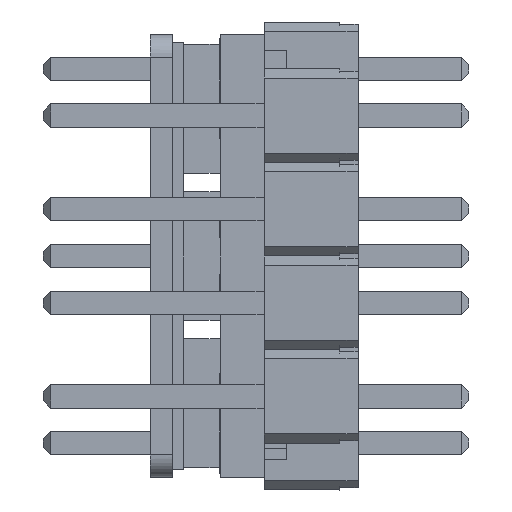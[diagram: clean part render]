
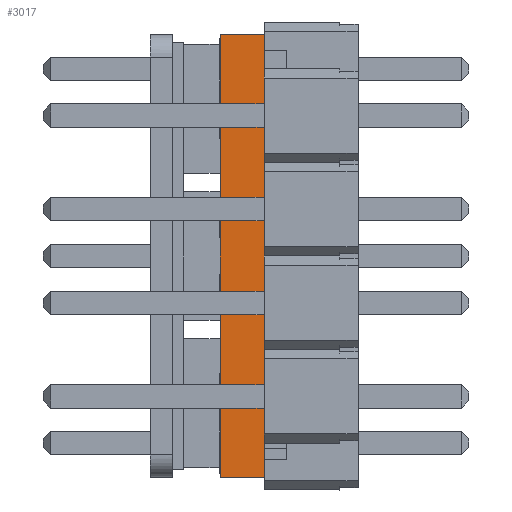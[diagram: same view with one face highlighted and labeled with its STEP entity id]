
A CAD part, left-side view. The second image highlights one B-rep face of the part: STEP entity #3017.
In plain terms, the highlighted planar face has unit normal (-1, 0, 0).
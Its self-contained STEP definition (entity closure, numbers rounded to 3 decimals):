
#3004=AXIS2_PLACEMENT_3D('Plane Axis2P3D',#3001,#3002,#3003) ;
#375=CARTESIAN_POINT('Vertex',(-10.,0.,6.)) ;
#378=CARTESIAN_POINT('Line Origine',(-10.,0.,0.)) ;
#382=CARTESIAN_POINT('Vertex',(-10.,0.,-6.)) ;
#2483=CARTESIAN_POINT('Vertex',(-10.,1.2,-6.)) ;
#2486=CARTESIAN_POINT('Line Origine',(-10.,1.2,0.)) ;
#2490=CARTESIAN_POINT('Vertex',(-10.,1.2,6.)) ;
#2982=CARTESIAN_POINT('Line Origine',(-10.,0.6,-6.)) ;
#3001=CARTESIAN_POINT('Axis2P3D Location',(-10.,1.2,-6.)) ;
#3006=CARTESIAN_POINT('Line Origine',(-10.,0.6,6.)) ;
#379=DIRECTION('Vector Direction',(0.,0.,1.)) ;
#2487=DIRECTION('Vector Direction',(0.,0.,1.)) ;
#2983=DIRECTION('Vector Direction',(0.,-1.,0.)) ;
#3002=DIRECTION('Axis2P3D Direction',(1.,0.,0.)) ;
#3003=DIRECTION('Axis2P3D XDirection',(0.,0.,-1.)) ;
#3007=DIRECTION('Vector Direction',(0.,-1.,0.)) ;
#380=VECTOR('Line Direction',#379,1.) ;
#2488=VECTOR('Line Direction',#2487,1.) ;
#2984=VECTOR('Line Direction',#2983,1.) ;
#3008=VECTOR('Line Direction',#3007,1.) ;
#3012=ORIENTED_EDGE('',*,*,#384,.T.) ;
#3013=ORIENTED_EDGE('',*,*,#3010,.F.) ;
#3014=ORIENTED_EDGE('',*,*,#2492,.F.) ;
#3015=ORIENTED_EDGE('',*,*,#2986,.T.) ;
#3017=ADVANCED_FACE('',(#3016),#3005,.F.) ;
#384=EDGE_CURVE('',#383,#376,#381,.T.) ;
#2492=EDGE_CURVE('',#2484,#2491,#2489,.T.) ;
#2986=EDGE_CURVE('',#2484,#383,#2985,.T.) ;
#3010=EDGE_CURVE('',#2491,#376,#3009,.T.) ;
#3011=EDGE_LOOP('',(#3012,#3013,#3014,#3015)) ;
#3016=FACE_OUTER_BOUND('',#3011,.T.) ;
#381=LINE('Line',#378,#380) ;
#2489=LINE('Line',#2486,#2488) ;
#2985=LINE('Line',#2982,#2984) ;
#3009=LINE('Line',#3006,#3008) ;
#3005=PLANE('Plane',#3004) ;
#376=VERTEX_POINT('',#375) ;
#383=VERTEX_POINT('',#382) ;
#2484=VERTEX_POINT('',#2483) ;
#2491=VERTEX_POINT('',#2490) ;
